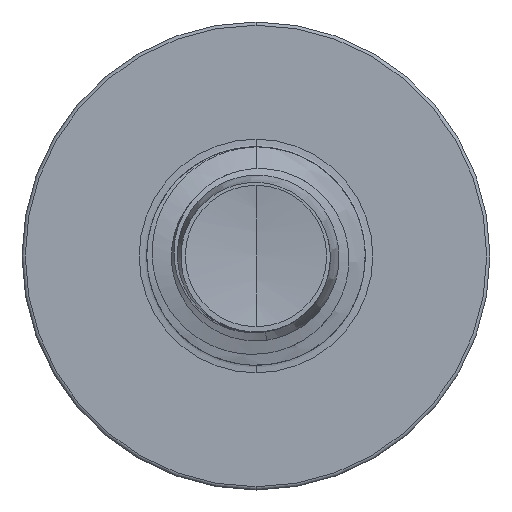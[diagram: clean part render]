
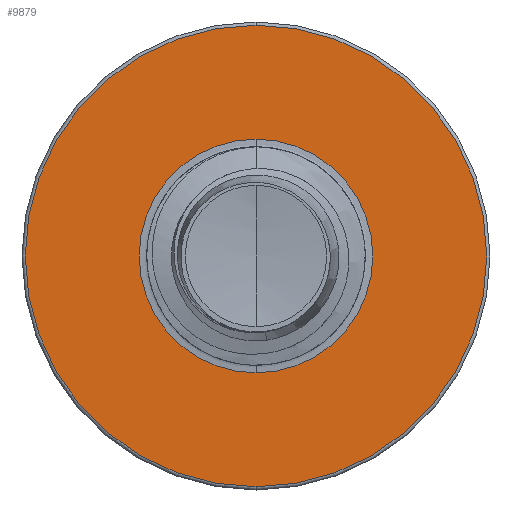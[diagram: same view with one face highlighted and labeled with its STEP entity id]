
A CAD part, front view. The second image highlights one B-rep face of the part: STEP entity #9879.
In plain terms, the highlighted planar face has unit normal (0, -1, 0).
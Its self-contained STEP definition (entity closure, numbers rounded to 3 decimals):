
#364 = DIRECTION ( 'NONE',  ( 0., 0., 1. ) ) ;
#507 = CARTESIAN_POINT ( 'NONE',  ( 0., 11., 3.698 ) ) ;
#773 = FACE_BOUND ( 'NONE', #17607, .T. ) ;
#1452 = ORIENTED_EDGE ( 'NONE', *, *, #4566, .F. ) ;
#1713 = CARTESIAN_POINT ( 'NONE',  ( 0., 11., -3.697 ) ) ;
#3035 = EDGE_CURVE ( 'NONE', #4324, #9777, #19720, .T. ) ;
#3318 = AXIS2_PLACEMENT_3D ( 'NONE', #14610, #3465, #16485 ) ;
#3465 = DIRECTION ( 'NONE',  ( 0., 1., 0. ) ) ;
#3549 = PLANE ( 'NONE',  #3977 ) ;
#3977 = AXIS2_PLACEMENT_3D ( 'NONE', #10966, #7301, #20298 ) ;
#4324 = VERTEX_POINT ( 'NONE', #4380 ) ;
#4345 = ORIENTED_EDGE ( 'NONE', *, *, #11800, .T. ) ;
#4380 = CARTESIAN_POINT ( 'NONE',  ( 0., 11., 1.872 ) ) ;
#4566 = EDGE_CURVE ( 'NONE', #6097, #20579, #8368, .T. ) ;
#6097 = VERTEX_POINT ( 'NONE', #507 ) ;
#6275 = AXIS2_PLACEMENT_3D ( 'NONE', #22652, #11506, #364 ) ;
#6858 = FACE_OUTER_BOUND ( 'NONE', #7933, .T. ) ;
#7115 = EDGE_CURVE ( 'NONE', #20579, #6097, #10674, .T. ) ;
#7218 = CARTESIAN_POINT ( 'NONE',  ( 0., 11., -1.872 ) ) ;
#7301 = DIRECTION ( 'NONE',  ( 0., 1., 0. ) ) ;
#7438 = CIRCLE ( 'NONE', #8058, 1.872 ) ;
#7933 = EDGE_LOOP ( 'NONE', ( #1452, #12964 ) ) ;
#8058 = AXIS2_PLACEMENT_3D ( 'NONE', #9948, #22974, #11822 ) ;
#8368 = CIRCLE ( 'NONE', #6275, 3.698 ) ;
#9777 = VERTEX_POINT ( 'NONE', #7218 ) ;
#9811 = ORIENTED_EDGE ( 'NONE', *, *, #3035, .T. ) ;
#9879 = ADVANCED_FACE ( 'NONE', ( #6858, #773 ), #3549, .F. ) ;
#9948 = CARTESIAN_POINT ( 'NONE',  ( 0., 11., 0. ) ) ;
#10674 = CIRCLE ( 'NONE', #15315, 3.698 ) ;
#10966 = CARTESIAN_POINT ( 'NONE',  ( 0., 11., -1.872 ) ) ;
#11107 = DIRECTION ( 'NONE',  ( 0., 1., 0. ) ) ;
#11506 = DIRECTION ( 'NONE',  ( 0., 1., 0. ) ) ;
#11800 = EDGE_CURVE ( 'NONE', #9777, #4324, #7438, .T. ) ;
#11822 = DIRECTION ( 'NONE',  ( 0., 0., 1. ) ) ;
#12964 = ORIENTED_EDGE ( 'NONE', *, *, #7115, .F. ) ;
#14610 = CARTESIAN_POINT ( 'NONE',  ( 0., 11., 0. ) ) ;
#15315 = AXIS2_PLACEMENT_3D ( 'NONE', #22253, #11107, #24142 ) ;
#16485 = DIRECTION ( 'NONE',  ( 0., 0., 1. ) ) ;
#17607 = EDGE_LOOP ( 'NONE', ( #9811, #4345 ) ) ;
#19720 = CIRCLE ( 'NONE', #3318, 1.872 ) ;
#20298 = DIRECTION ( 'NONE',  ( 0., 0., 1. ) ) ;
#20579 = VERTEX_POINT ( 'NONE', #1713 ) ;
#22253 = CARTESIAN_POINT ( 'NONE',  ( 0., 11., 0. ) ) ;
#22652 = CARTESIAN_POINT ( 'NONE',  ( 0., 11., 0. ) ) ;
#22974 = DIRECTION ( 'NONE',  ( 0., 1., 0. ) ) ;
#24142 = DIRECTION ( 'NONE',  ( 0., 0., 1. ) ) ;
